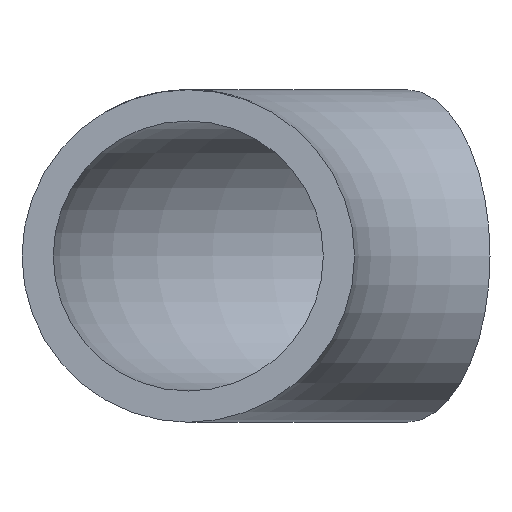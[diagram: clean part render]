
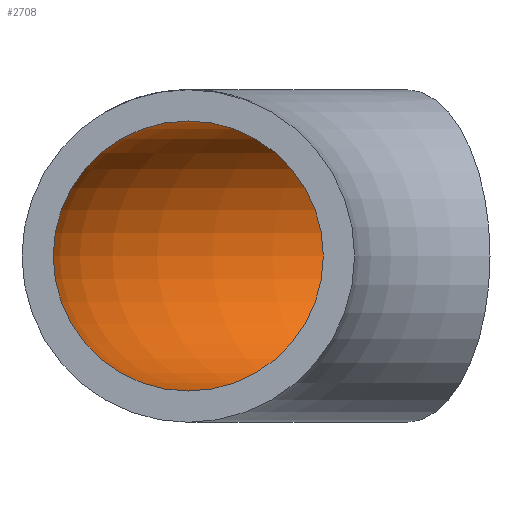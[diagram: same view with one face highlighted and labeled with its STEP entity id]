
A CAD part, front view. The second image highlights one B-rep face of the part: STEP entity #2708.
In plain terms, the highlighted toroidal (fillet/blend) face has major radius 28 mm and minor radius 8.65 mm.
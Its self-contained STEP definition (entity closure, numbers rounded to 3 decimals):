
#587 = FACE_OUTER_BOUND ( 'NONE', #9225, .T. ) ;
#1225 = CARTESIAN_POINT ( 'NONE',  ( -18.325, 31.74, 0. ) ) ;
#1275 = ORIENTED_EDGE ( 'NONE', *, *, #2727, .F. ) ;
#1535 = DIRECTION ( 'NONE',  ( 0., 0., 1. ) ) ;
#1599 = FACE_OUTER_BOUND ( 'NONE', #9304, .T. ) ;
#1737 = DIRECTION ( 'NONE',  ( -1., 0., 0. ) ) ;
#2708 = ADVANCED_FACE ( 'NONE', ( #1599, #587 ), #11224, .F. ) ;
#2727 = EDGE_CURVE ( 'NONE', #12685, #12685, #9763, .T. ) ;
#3289 = CARTESIAN_POINT ( 'NONE',  ( -28., 0., 8.65 ) ) ;
#3390 = DIRECTION ( 'NONE',  ( -0.5, 0.866, 0. ) ) ;
#3463 = DIRECTION ( 'NONE',  ( 0.866, 0.5, 0. ) ) ;
#3681 = CARTESIAN_POINT ( 'NONE',  ( -28., 0., 0. ) ) ;
#3883 = DIRECTION ( 'NONE',  ( 0., 0., -1. ) ) ;
#4743 = AXIS2_PLACEMENT_3D ( 'NONE', #8890, #3883, #1737 ) ;
#6223 = ORIENTED_EDGE ( 'NONE', *, *, #7091, .T. ) ;
#6552 = CARTESIAN_POINT ( 'NONE',  ( -14., 24.249, 0. ) ) ;
#7091 = EDGE_CURVE ( 'NONE', #7467, #7467, #8554, .T. ) ;
#7344 = AXIS2_PLACEMENT_3D ( 'NONE', #3681, #9967, #1535 ) ;
#7467 = VERTEX_POINT ( 'NONE', #1225 ) ;
#8554 = CIRCLE ( 'NONE', #10258, 8.65 ) ;
#8890 = CARTESIAN_POINT ( 'NONE',  ( 0., 0., 0. ) ) ;
#9225 = EDGE_LOOP ( 'NONE', ( #1275 ) ) ;
#9304 = EDGE_LOOP ( 'NONE', ( #6223 ) ) ;
#9763 = CIRCLE ( 'NONE', #7344, 8.65 ) ;
#9967 = DIRECTION ( 'NONE',  ( 0., 1., 0. ) ) ;
#10258 = AXIS2_PLACEMENT_3D ( 'NONE', #6552, #3463, #3390 ) ;
#11224 = TOROIDAL_SURFACE ( 'NONE', #4743, 28., 8.65 ) ;
#12685 = VERTEX_POINT ( 'NONE', #3289 ) ;
